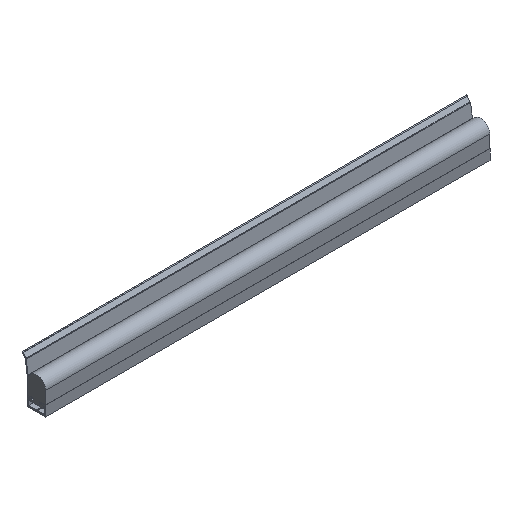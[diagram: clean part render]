
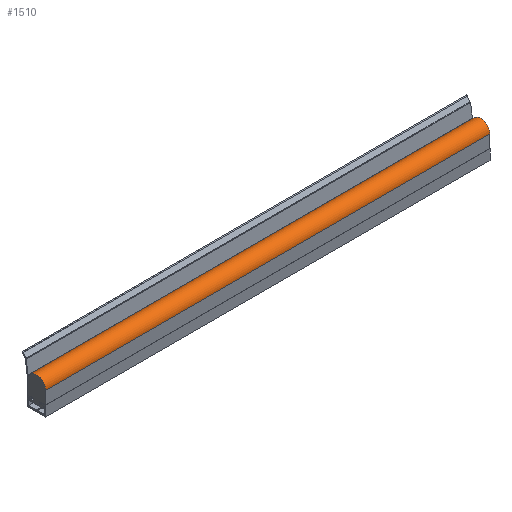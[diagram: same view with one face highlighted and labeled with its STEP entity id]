
A CAD part, isometric view. The second image highlights one B-rep face of the part: STEP entity #1510.
In plain terms, the highlighted cylindrical face has radius 12.5 mm (diameter 25 mm), a partial arc.
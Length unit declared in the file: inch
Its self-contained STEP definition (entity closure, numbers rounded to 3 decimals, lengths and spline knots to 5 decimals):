
#20 = CARTESIAN_POINT ( 'NONE',  ( 12., 0.939, 1.4463 ) ) ;
#160 = DIRECTION ( 'NONE',  ( 1., 0., 0. ) ) ;
#197 = VECTOR ( 'NONE', #1279, 39.37008 ) ;
#292 = CARTESIAN_POINT ( 'NONE',  ( 0., 0.49213, 1.24016 ) ) ;
#298 = EDGE_CURVE ( 'NONE', #689, #1390, #2022, .T. ) ;
#374 = EDGE_CURVE ( 'NONE', #915, #1256, #1291, .T. ) ;
#399 = CYLINDRICAL_SURFACE ( 'NONE', #573, 0.49213 ) ;
#404 = EDGE_CURVE ( 'NONE', #1390, #1256, #772, .T. ) ;
#445 = CARTESIAN_POINT ( 'NONE',  ( 24., 0.49213, 1.24016 ) ) ;
#467 = EDGE_CURVE ( 'NONE', #915, #689, #1584, .T. ) ;
#472 = DIRECTION ( 'NONE',  ( 0., 0., -1. ) ) ;
#481 = CARTESIAN_POINT ( 'NONE',  ( 0., 0.939, 1.4463 ) ) ;
#573 = AXIS2_PLACEMENT_3D ( 'NONE', #660, #684, #705 ) ;
#660 = CARTESIAN_POINT ( 'NONE',  ( 24., 0.49213, 1.24016 ) ) ;
#679 = ORIENTED_EDGE ( 'NONE', *, *, #298, .F. ) ;
#684 = DIRECTION ( 'NONE',  ( -1., 0., 0. ) ) ;
#689 = VERTEX_POINT ( 'NONE', #1198 ) ;
#705 = DIRECTION ( 'NONE',  ( 0., 0., -1. ) ) ;
#772 = LINE ( 'NONE', #20, #1613 ) ;
#848 = FACE_OUTER_BOUND ( 'NONE', #1768, .T. ) ;
#915 = VERTEX_POINT ( 'NONE', #1581 ) ;
#952 = AXIS2_PLACEMENT_3D ( 'NONE', #292, #1389, #1398 ) ;
#1018 = CARTESIAN_POINT ( 'NONE',  ( 24., 0.939, 1.4463 ) ) ;
#1198 = CARTESIAN_POINT ( 'NONE',  ( 0., 0., 1.24016 ) ) ;
#1254 = DIRECTION ( 'NONE',  ( -1., 0., 0. ) ) ;
#1256 = VERTEX_POINT ( 'NONE', #1018 ) ;
#1279 = DIRECTION ( 'NONE',  ( -1., 0., 0. ) ) ;
#1291 = CIRCLE ( 'NONE', #1880, 0.49213 ) ;
#1389 = DIRECTION ( 'NONE',  ( -1., 0., 0. ) ) ;
#1390 = VERTEX_POINT ( 'NONE', #481 ) ;
#1398 = DIRECTION ( 'NONE',  ( 0., 0., -1. ) ) ;
#1510 = ADVANCED_FACE ( 'NONE', ( #848 ), #399, .T. ) ;
#1581 = CARTESIAN_POINT ( 'NONE',  ( 24., 0., 1.24016 ) ) ;
#1584 = LINE ( 'NONE', #1601, #197 ) ;
#1601 = CARTESIAN_POINT ( 'NONE',  ( 12., 0., 1.24016 ) ) ;
#1613 = VECTOR ( 'NONE', #160, 39.37008 ) ;
#1709 = ORIENTED_EDGE ( 'NONE', *, *, #374, .T. ) ;
#1768 = EDGE_LOOP ( 'NONE', ( #1974, #679, #1949, #1709 ) ) ;
#1880 = AXIS2_PLACEMENT_3D ( 'NONE', #445, #1254, #472 ) ;
#1949 = ORIENTED_EDGE ( 'NONE', *, *, #467, .F. ) ;
#1974 = ORIENTED_EDGE ( 'NONE', *, *, #404, .F. ) ;
#2022 = CIRCLE ( 'NONE', #952, 0.49213 ) ;
